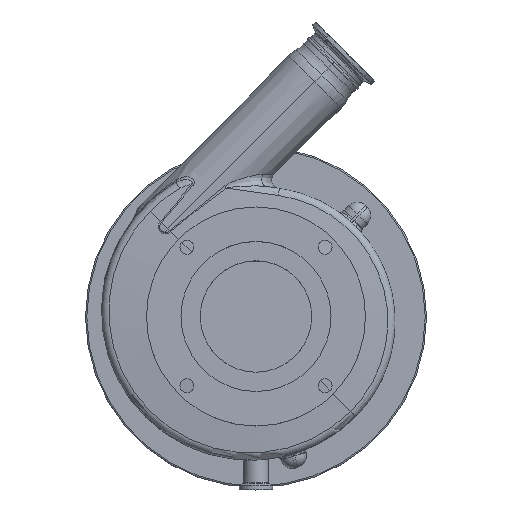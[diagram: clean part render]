
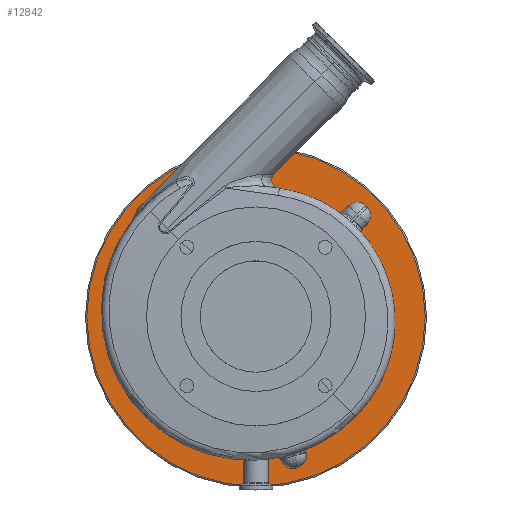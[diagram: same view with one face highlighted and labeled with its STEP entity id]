
A CAD part, top view. The second image highlights one B-rep face of the part: STEP entity #12842.
In plain terms, the highlighted planar face has unit normal (0, 0, 1).
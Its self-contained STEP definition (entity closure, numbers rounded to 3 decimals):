
#62 = DIRECTION ( 'NONE',  ( 0., 0., -1. ) ) ;
#343 = CARTESIAN_POINT ( 'NONE',  ( 0., 0., -58.5 ) ) ;
#562 = CARTESIAN_POINT ( 'NONE',  ( -112.357, 35.282, -58.5 ) ) ;
#599 = FACE_BOUND ( 'NONE', #4960, .T. ) ;
#704 = CARTESIAN_POINT ( 'NONE',  ( -68.589, 68.589, -58.5 ) ) ;
#884 = EDGE_LOOP ( 'NONE', ( #1495, #10294 ) ) ;
#1276 = CIRCLE ( 'NONE', #15211, 10. ) ;
#1383 = DIRECTION ( 'NONE',  ( -1., 0., 0. ) ) ;
#1482 = CARTESIAN_POINT ( 'NONE',  ( 77.075, 77.075, -58.5 ) ) ;
#1495 = ORIENTED_EDGE ( 'NONE', *, *, #14167, .T. ) ;
#1631 = FACE_BOUND ( 'NONE', #2271, .T. ) ;
#1683 = DIRECTION ( 'NONE',  ( 0., 0., -1. ) ) ;
#1858 = ORIENTED_EDGE ( 'NONE', *, *, #6811, .T. ) ;
#2262 = CIRCLE ( 'NONE', #4300, 10. ) ;
#2271 = EDGE_LOOP ( 'NONE', ( #8936, #12600 ) ) ;
#2482 = AXIS2_PLACEMENT_3D ( 'NONE', #4604, #3177, #9451 ) ;
#2735 = CARTESIAN_POINT ( 'NONE',  ( 28.211, -105.286, -58.5 ) ) ;
#2901 = ORIENTED_EDGE ( 'NONE', *, *, #14739, .T. ) ;
#2909 = FACE_BOUND ( 'NONE', #8464, .T. ) ;
#3147 = PLANE ( 'NONE',  #12420 ) ;
#3177 = DIRECTION ( 'NONE',  ( 0., 0., -1. ) ) ;
#3492 = CIRCLE ( 'NONE', #8810, 97. ) ;
#3511 = DIRECTION ( 'NONE',  ( 0., 0., -1. ) ) ;
#3677 = ORIENTED_EDGE ( 'NONE', *, *, #4861, .T. ) ;
#3705 = DIRECTION ( 'NONE',  ( 0., 0., -1. ) ) ;
#3914 = DIRECTION ( 'NONE',  ( 1., 0., 0. ) ) ;
#3943 = DIRECTION ( 'NONE',  ( -1., 0., 0. ) ) ;
#4059 = DIRECTION ( 'NONE',  ( 1., 0., 0. ) ) ;
#4173 = FACE_OUTER_BOUND ( 'NONE', #884, .T. ) ;
#4300 = AXIS2_PLACEMENT_3D ( 'NONE', #13596, #1683, #12498 ) ;
#4604 = CARTESIAN_POINT ( 'NONE',  ( 0., 0., -58.5 ) ) ;
#4616 = ORIENTED_EDGE ( 'NONE', *, *, #8714, .T. ) ;
#4827 = AXIS2_PLACEMENT_3D ( 'NONE', #1482, #6324, #3943 ) ;
#4856 = DIRECTION ( 'NONE',  ( -1., 0., 0. ) ) ;
#4861 = EDGE_CURVE ( 'NONE', #10512, #11121, #3492, .T. ) ;
#4874 = EDGE_CURVE ( 'NONE', #6802, #11176, #13627, .T. ) ;
#4909 = VERTEX_POINT ( 'NONE', #562 ) ;
#4960 = EDGE_LOOP ( 'NONE', ( #4616, #2901 ) ) ;
#5004 = EDGE_CURVE ( 'NONE', #11121, #10512, #14124, .T. ) ;
#5174 = CARTESIAN_POINT ( 'NONE',  ( 70.004, 84.146, -58.5 ) ) ;
#5244 = DIRECTION ( 'NONE',  ( 0., 0., 1. ) ) ;
#5572 = AXIS2_PLACEMENT_3D ( 'NONE', #9824, #3705, #6238 ) ;
#6071 = CARTESIAN_POINT ( 'NONE',  ( 129., 0., -58.5 ) ) ;
#6238 = DIRECTION ( 'NONE',  ( -1., 0., 0. ) ) ;
#6277 = CARTESIAN_POINT ( 'NONE',  ( 84.146, 70.004, -58.5 ) ) ;
#6324 = DIRECTION ( 'NONE',  ( 0., 0., -1. ) ) ;
#6553 = DIRECTION ( 'NONE',  ( -1., 0., 0. ) ) ;
#6802 = VERTEX_POINT ( 'NONE', #12366 ) ;
#6811 = EDGE_CURVE ( 'NONE', #7317, #7284, #11673, .T. ) ;
#6985 = CARTESIAN_POINT ( 'NONE',  ( 21.14, -98.215, -58.5 ) ) ;
#7118 = ORIENTED_EDGE ( 'NONE', *, *, #15497, .T. ) ;
#7284 = VERTEX_POINT ( 'NONE', #6277 ) ;
#7317 = VERTEX_POINT ( 'NONE', #5174 ) ;
#7347 = CARTESIAN_POINT ( 'NONE',  ( 68.589, -68.589, -58.5 ) ) ;
#7744 = DIRECTION ( 'NONE',  ( 0., 0., -1. ) ) ;
#7830 = CARTESIAN_POINT ( 'NONE',  ( -105.286, 28.211, -58.5 ) ) ;
#7863 = CARTESIAN_POINT ( 'NONE',  ( 0., 0., -58.5 ) ) ;
#8305 = DIRECTION ( 'NONE',  ( -1., 0., 0. ) ) ;
#8311 = AXIS2_PLACEMENT_3D ( 'NONE', #7863, #5244, #4059 ) ;
#8464 = EDGE_LOOP ( 'NONE', ( #7118, #1858 ) ) ;
#8714 = EDGE_CURVE ( 'NONE', #13731, #4909, #1276, .T. ) ;
#8810 = AXIS2_PLACEMENT_3D ( 'NONE', #12085, #3511, #4856 ) ;
#8848 = EDGE_CURVE ( 'NONE', #9498, #11941, #11671, .T. ) ;
#8880 = AXIS2_PLACEMENT_3D ( 'NONE', #2735, #12425, #1383 ) ;
#8936 = ORIENTED_EDGE ( 'NONE', *, *, #12732, .T. ) ;
#9261 = DIRECTION ( 'NONE',  ( -1., 0., 0. ) ) ;
#9451 = DIRECTION ( 'NONE',  ( -1., 0., 0. ) ) ;
#9498 = VERTEX_POINT ( 'NONE', #6985 ) ;
#9824 = CARTESIAN_POINT ( 'NONE',  ( 28.211, -105.286, -58.5 ) ) ;
#10128 = CIRCLE ( 'NONE', #11138, 129. ) ;
#10294 = ORIENTED_EDGE ( 'NONE', *, *, #4874, .T. ) ;
#10512 = VERTEX_POINT ( 'NONE', #704 ) ;
#10672 = CIRCLE ( 'NONE', #14198, 10. ) ;
#11013 = CARTESIAN_POINT ( 'NONE',  ( -98.215, 21.14, -58.5 ) ) ;
#11121 = VERTEX_POINT ( 'NONE', #7347 ) ;
#11138 = AXIS2_PLACEMENT_3D ( 'NONE', #343, #14855, #3914 ) ;
#11176 = VERTEX_POINT ( 'NONE', #6071 ) ;
#11321 = FACE_BOUND ( 'NONE', #13377, .T. ) ;
#11671 = CIRCLE ( 'NONE', #8880, 10. ) ;
#11673 = CIRCLE ( 'NONE', #4827, 10. ) ;
#11941 = VERTEX_POINT ( 'NONE', #13868 ) ;
#12085 = CARTESIAN_POINT ( 'NONE',  ( 0., 0., -58.5 ) ) ;
#12166 = ORIENTED_EDGE ( 'NONE', *, *, #5004, .T. ) ;
#12366 = CARTESIAN_POINT ( 'NONE',  ( -129., 0., -58.5 ) ) ;
#12420 = AXIS2_PLACEMENT_3D ( 'NONE', #15111, #7744, #6553 ) ;
#12425 = DIRECTION ( 'NONE',  ( 0., 0., -1. ) ) ;
#12498 = DIRECTION ( 'NONE',  ( -1., 0., 0. ) ) ;
#12600 = ORIENTED_EDGE ( 'NONE', *, *, #8848, .T. ) ;
#12668 = CIRCLE ( 'NONE', #5572, 10. ) ;
#12732 = EDGE_CURVE ( 'NONE', #11941, #9498, #12668, .T. ) ;
#12842 = ADVANCED_FACE ( 'NONE', ( #2909, #599, #1631, #11321, #4173 ), #3147, .F. ) ;
#12992 = DIRECTION ( 'NONE',  ( 0., 0., -1. ) ) ;
#13377 = EDGE_LOOP ( 'NONE', ( #12166, #3677 ) ) ;
#13596 = CARTESIAN_POINT ( 'NONE',  ( -105.286, 28.211, -58.5 ) ) ;
#13627 = CIRCLE ( 'NONE', #8311, 129. ) ;
#13731 = VERTEX_POINT ( 'NONE', #11013 ) ;
#13868 = CARTESIAN_POINT ( 'NONE',  ( 35.282, -112.357, -58.5 ) ) ;
#14124 = CIRCLE ( 'NONE', #2482, 97. ) ;
#14167 = EDGE_CURVE ( 'NONE', #11176, #6802, #10128, .T. ) ;
#14198 = AXIS2_PLACEMENT_3D ( 'NONE', #15206, #62, #8305 ) ;
#14739 = EDGE_CURVE ( 'NONE', #4909, #13731, #2262, .T. ) ;
#14855 = DIRECTION ( 'NONE',  ( 0., 0., 1. ) ) ;
#15111 = CARTESIAN_POINT ( 'NONE',  ( 0., 64.295, -58.5 ) ) ;
#15206 = CARTESIAN_POINT ( 'NONE',  ( 77.075, 77.075, -58.5 ) ) ;
#15211 = AXIS2_PLACEMENT_3D ( 'NONE', #7830, #12992, #9261 ) ;
#15497 = EDGE_CURVE ( 'NONE', #7284, #7317, #10672, .T. ) ;
